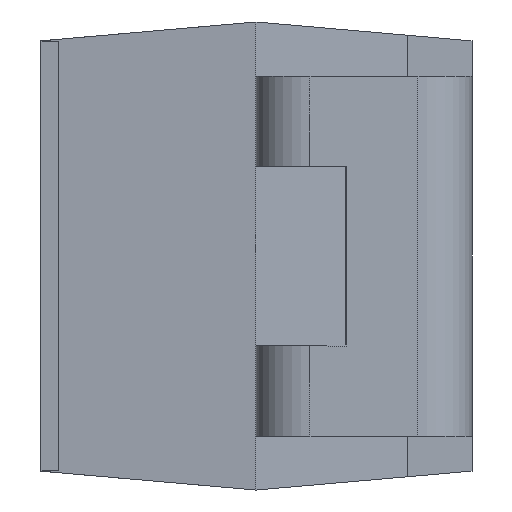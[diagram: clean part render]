
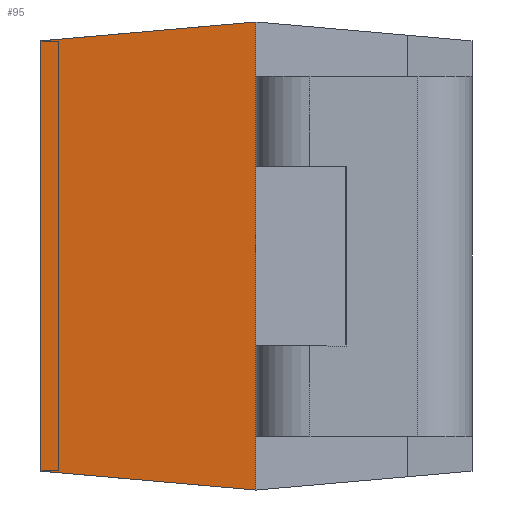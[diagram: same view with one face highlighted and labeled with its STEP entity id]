
A CAD part, left-side view. The second image highlights one B-rep face of the part: STEP entity #95.
In plain terms, the highlighted planar face has unit normal (-0.996, 0.087, 0).
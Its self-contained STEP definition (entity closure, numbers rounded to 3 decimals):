
#81 = ORIENTED_EDGE ( 'NONE', *, *, #893, .F. ) ;
#95 = ADVANCED_FACE ( 'NONE', ( #641 ), #1539, .T. ) ;
#122 = VECTOR ( 'NONE', #1549, 1000. ) ;
#149 = EDGE_CURVE ( 'NONE', #1880, #1535, #1469, .T. ) ;
#205 = LINE ( 'NONE', #353, #122 ) ;
#254 = CARTESIAN_POINT ( 'NONE',  ( -0.845, 0.6, -0.65 ) ) ;
#328 = EDGE_LOOP ( 'NONE', ( #81, #1462, #372, #1495 ) ) ;
#347 = LINE ( 'NONE', #1663, #756 ) ;
#353 = CARTESIAN_POINT ( 'NONE',  ( -0.845, 0.6, 0.65 ) ) ;
#372 = ORIENTED_EDGE ( 'NONE', *, *, #1038, .T. ) ;
#422 = VERTEX_POINT ( 'NONE', #1825 ) ;
#543 = CARTESIAN_POINT ( 'NONE',  ( -0.835, 0.712, -0.64 ) ) ;
#641 = FACE_OUTER_BOUND ( 'NONE', #328, .T. ) ;
#664 = VECTOR ( 'NONE', #1714, 1000. ) ;
#756 = VECTOR ( 'NONE', #926, 1000. ) ;
#851 = CARTESIAN_POINT ( 'NONE',  ( -0.793, 1.2, -0.598 ) ) ;
#874 = AXIS2_PLACEMENT_3D ( 'NONE', #1844, #1524, #1670 ) ;
#893 = EDGE_CURVE ( 'NONE', #1880, #1789, #1475, .T. ) ;
#926 = DIRECTION ( 'NONE',  ( 0., 0., 1. ) ) ;
#990 = CARTESIAN_POINT ( 'NONE',  ( -0.793, 1.2, 0.598 ) ) ;
#1018 = CARTESIAN_POINT ( 'NONE',  ( -0.793, 1.2, 0.65 ) ) ;
#1038 = EDGE_CURVE ( 'NONE', #1535, #422, #347, .T. ) ;
#1172 = DIRECTION ( 'NONE',  ( 0., 0., 1. ) ) ;
#1462 = ORIENTED_EDGE ( 'NONE', *, *, #149, .T. ) ;
#1464 = EDGE_CURVE ( 'NONE', #1789, #422, #205, .T. ) ;
#1469 = LINE ( 'NONE', #543, #664 ) ;
#1475 = LINE ( 'NONE', #1018, #1490 ) ;
#1490 = VECTOR ( 'NONE', #1172, 1000. ) ;
#1495 = ORIENTED_EDGE ( 'NONE', *, *, #1464, .F. ) ;
#1524 = DIRECTION ( 'NONE',  ( -0.996, 0.087, 0. ) ) ;
#1535 = VERTEX_POINT ( 'NONE', #254 ) ;
#1539 = PLANE ( 'NONE',  #874 ) ;
#1549 = DIRECTION ( 'NONE',  ( -0.087, -0.992, 0.087 ) ) ;
#1663 = CARTESIAN_POINT ( 'NONE',  ( -0.845, 0.6, 0.65 ) ) ;
#1670 = DIRECTION ( 'NONE',  ( -0.087, -0.996, 0. ) ) ;
#1714 = DIRECTION ( 'NONE',  ( -0.087, -0.992, -0.087 ) ) ;
#1789 = VERTEX_POINT ( 'NONE', #990 ) ;
#1825 = CARTESIAN_POINT ( 'NONE',  ( -0.845, 0.6, 0.65 ) ) ;
#1844 = CARTESIAN_POINT ( 'NONE',  ( -0.845, 0.6, 0.65 ) ) ;
#1880 = VERTEX_POINT ( 'NONE', #851 ) ;
